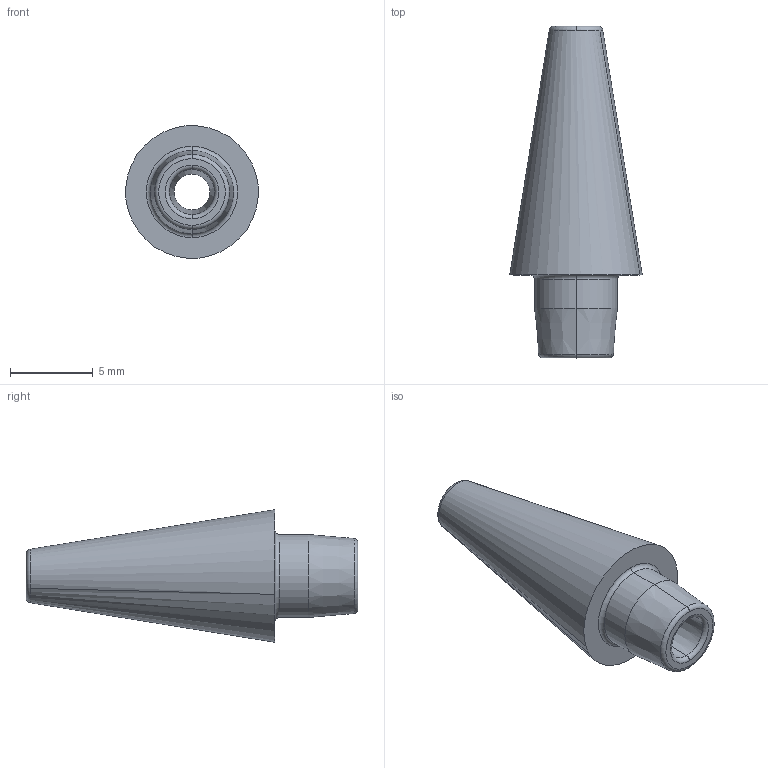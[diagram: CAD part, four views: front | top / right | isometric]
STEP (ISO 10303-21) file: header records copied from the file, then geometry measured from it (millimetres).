
FILE_DESCRIPTION (( 'STEP AP214' ), '1' );
FILE_NAME ('5x15mm_presentation_post.STEP', '2019-09-15T01:39:58', ( '' ), ( '' ), 'SwSTEP 2.0', 'SolidWorks 2015', '' );
FILE_SCHEMA (( 'AUTOMOTIVE_DESIGN' ));
Length unit declared in the file: millimetre
Products named in the file (1): 5x15mm_presentation_post
Bounding box: 7.98 x 20 x 7.98 mm (x, y, z)
Volume: 397.1 mm3; surface area: 524.8 mm2
Topology: 1 solids, 1 shells, 21 faces, 44 edges, 26 vertices
Faces by surface type: torus 8, cone 4, cylinder 4, plane 3, bspline 2
Entity records: 626 total; most frequent: CARTESIAN_POINT 120, DIRECTION 116, ORIENTED_EDGE 88, AXIS2_PLACEMENT_3D 54, EDGE_CURVE 44, CIRCLE 34, VERTEX_POINT 26, EDGE_LOOP 24
